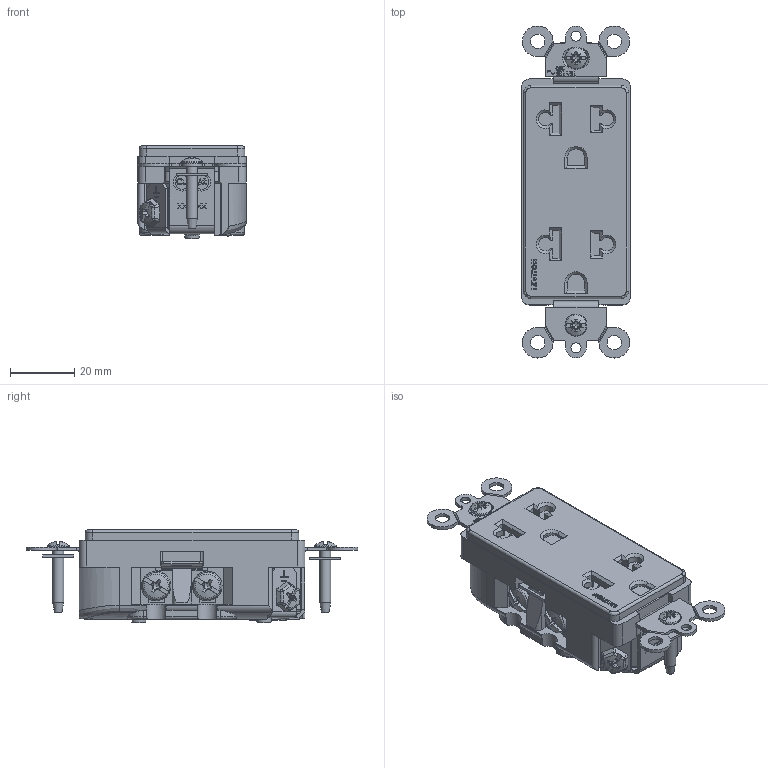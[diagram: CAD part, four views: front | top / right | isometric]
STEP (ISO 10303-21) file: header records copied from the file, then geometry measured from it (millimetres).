
FILE_DESCRIPTION (( 'STEP AP214' ), '1' );
FILE_NAME ('CATSTD-05825-00X-M01.STEP', '2020-10-09T15:24:36', ( '' ), ( '' ), 'SwSTEP 2.0', 'SolidWorks 2020', '' );
FILE_SCHEMA (( 'AUTOMOTIVE_DESIGN' ));
Length unit declared in the file: inch
Products named in the file (1): CATSTD-05825-00X-M01
Bounding box: 33.73 x 103.17 x 29.06 mm (x, y, z)
Volume: 48175.7 mm3; surface area: 31075.1 mm2
Topology: 8 solids, 19 shells, 2119 faces, 5993 edges, 3897 vertices
Faces by surface type: plane 1498, cylinder 330, bspline 138, cone 125, torus 18, sphere 10
Full cylindrical faces by diameter (mm): 1.321 x2, 2.184 x2, 2.286 x2, 2.388 x2, 2.438 x2, 2.489 x2, 2.858 x2, 3.124 x2, 3.175 x2, 3.404 x2, 3.734 x1, 4.343 x1, 4.521 x4, 4.699 x1, 4.803 x4, 5.537 x2, 6.858 x2
Entity records: 107056 total; most frequent: CARTESIAN_POINT 26863, ORIENTED_EDGE 11744, DIRECTION 9897, EDGE_CURVE 5872, LINE 4103, VECTOR 4103, VERTEX_POINT 3855, AXIS2_PLACEMENT_3D 2897
